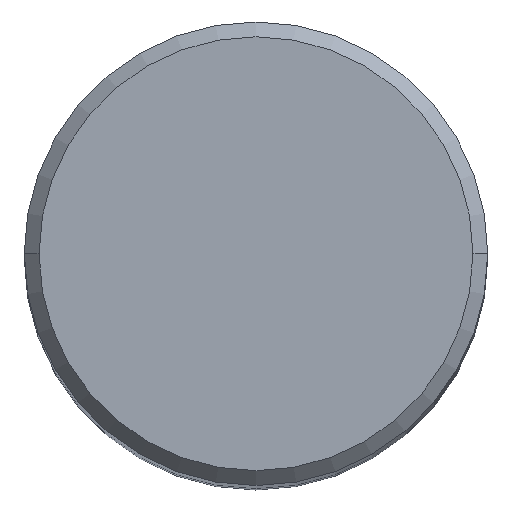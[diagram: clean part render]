
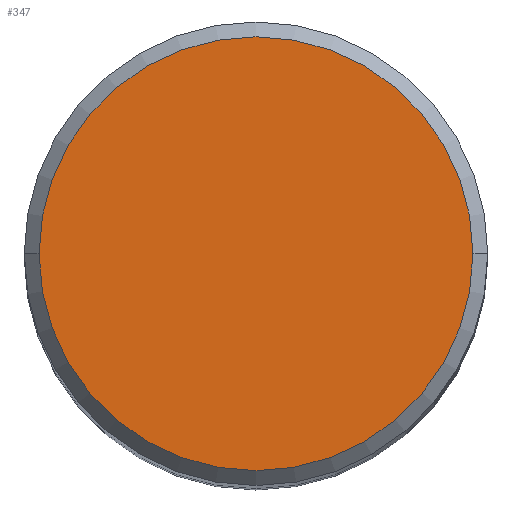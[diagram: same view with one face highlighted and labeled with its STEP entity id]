
A CAD part, top view. The second image highlights one B-rep face of the part: STEP entity #347.
In plain terms, the highlighted planar face has unit normal (0, 0, 1).
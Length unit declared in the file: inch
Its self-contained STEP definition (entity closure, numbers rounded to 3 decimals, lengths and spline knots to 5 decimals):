
#3 = EDGE_CURVE ( 'NONE', #324, #387, #235, .T. ) ;
#14 = DIRECTION ( 'NONE',  ( 1., 0., 0. ) ) ;
#19 = DIRECTION ( 'NONE',  ( 0., 0., 1. ) ) ;
#36 = DIRECTION ( 'NONE',  ( -1., 0., 0. ) ) ;
#71 = CARTESIAN_POINT ( 'NONE',  ( 0.2925, 0., 0. ) ) ;
#114 = EDGE_LOOP ( 'NONE', ( #202, #168 ) ) ;
#120 = CARTESIAN_POINT ( 'NONE',  ( 0., 0., 0. ) ) ;
#168 = ORIENTED_EDGE ( 'NONE', *, *, #3, .T. ) ;
#193 = AXIS2_PLACEMENT_3D ( 'NONE', #332, #19, #300 ) ;
#202 = ORIENTED_EDGE ( 'NONE', *, *, #411, .T. ) ;
#235 = CIRCLE ( 'NONE', #193, 0.2925 ) ;
#259 = DIRECTION ( 'NONE',  ( 0., 0., 1. ) ) ;
#270 = AXIS2_PLACEMENT_3D ( 'NONE', #412, #353, #36 ) ;
#292 = PLANE ( 'NONE',  #270 ) ;
#300 = DIRECTION ( 'NONE',  ( 1., 0., 0. ) ) ;
#324 = VERTEX_POINT ( 'NONE', #71 ) ;
#329 = CARTESIAN_POINT ( 'NONE',  ( -0.2925, 0., 0. ) ) ;
#331 = FACE_OUTER_BOUND ( 'NONE', #114, .T. ) ;
#332 = CARTESIAN_POINT ( 'NONE',  ( 0., 0., 0. ) ) ;
#347 = ADVANCED_FACE ( 'NONE', ( #331 ), #292, .F. ) ;
#353 = DIRECTION ( 'NONE',  ( 0., 0., -1. ) ) ;
#387 = VERTEX_POINT ( 'NONE', #329 ) ;
#396 = CIRCLE ( 'NONE', #401, 0.2925 ) ;
#401 = AXIS2_PLACEMENT_3D ( 'NONE', #120, #259, #14 ) ;
#411 = EDGE_CURVE ( 'NONE', #387, #324, #396, .T. ) ;
#412 = CARTESIAN_POINT ( 'NONE',  ( 0., 0.2925, 0. ) ) ;
